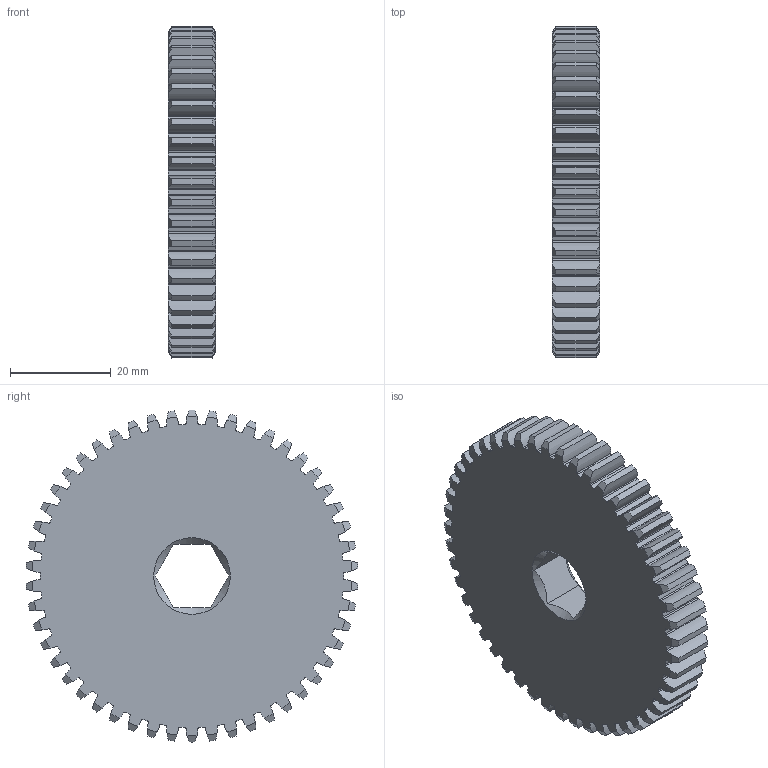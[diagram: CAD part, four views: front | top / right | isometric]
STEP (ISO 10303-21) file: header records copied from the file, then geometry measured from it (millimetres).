
FILE_DESCRIPTION((''),'2;1');
FILE_NAME('AM-0038.stp','2008-01-03T19:20:12',('Owner'),(''),'Autodesk Inventor (R) 6.0','Autodesk Inventor (R) 6.0','');
FILE_SCHEMA(('AUTOMOTIVE_DESIGN { 1 0 10303 214 1 1 1 1 }'));
Length unit declared in the file: inch
Products named in the file (1): AM-0038 AMG Large Output Gear 50T
Bounding box: 9.53 x 65.97 x 66.04 mm (x, y, z)
Volume: 28472.3 mm3; surface area: 10182.9 mm2
Topology: 1 solids, 1 shells, 412 faces, 1238 edges, 828 vertices
Faces by surface type: cylinder 300, cone 104, plane 8
Entity records: 14535 total; most frequent: CARTESIAN_POINT 3127, DIRECTION 2544, ORIENTED_EDGE 2476, EDGE_CURVE 1238, AXIS2_PLACEMENT_3D 1117, VERTEX_POINT 828, CIRCLE 704, EDGE_LOOP 414
